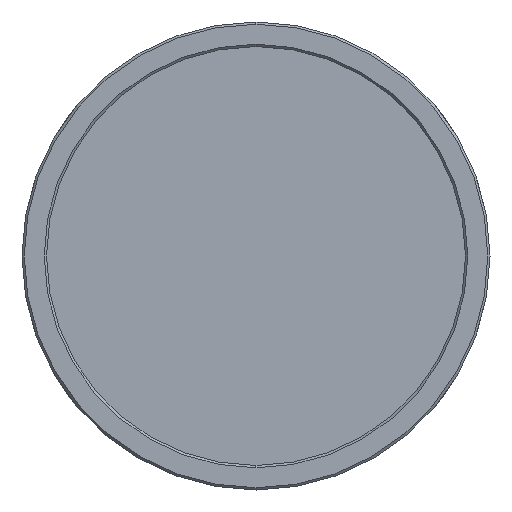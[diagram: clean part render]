
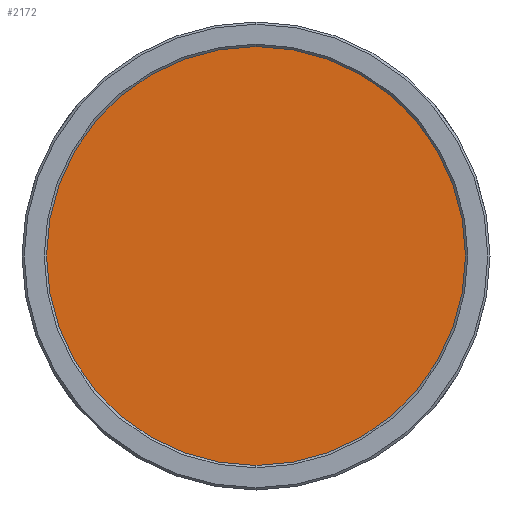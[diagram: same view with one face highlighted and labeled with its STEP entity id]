
A CAD part, left-side view. The second image highlights one B-rep face of the part: STEP entity #2172.
In plain terms, the highlighted planar face has unit normal (-1, 0, 0).
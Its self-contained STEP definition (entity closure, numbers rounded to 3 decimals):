
#39 = ORIENTED_EDGE ( 'NONE', *, *, #960, .F. ) ;
#82 = DIRECTION ( 'NONE',  ( 0., 0., 1. ) ) ;
#385 = CARTESIAN_POINT ( 'NONE',  ( 0.803, 0., 27.75 ) ) ;
#423 = CARTESIAN_POINT ( 'NONE',  ( 0.803, 0., -27.75 ) ) ;
#713 = CARTESIAN_POINT ( 'NONE',  ( 0.803, 0., 0. ) ) ;
#960 = EDGE_CURVE ( 'NONE', #3400, #1159, #2129, .T. ) ;
#1159 = VERTEX_POINT ( 'NONE', #423 ) ;
#1190 = CARTESIAN_POINT ( 'NONE',  ( 0.803, -28.083, 28.083 ) ) ;
#1545 = CARTESIAN_POINT ( 'NONE',  ( 0.803, 0., 0. ) ) ;
#2129 = CIRCLE ( 'NONE', #2266, 27.75 ) ;
#2172 = ADVANCED_FACE ( 'NONE', ( #3908 ), #4052, .F. ) ;
#2266 = AXIS2_PLACEMENT_3D ( 'NONE', #713, #3019, #82 ) ;
#2529 = DIRECTION ( 'NONE',  ( 0., 0., 1. ) ) ;
#2964 = CIRCLE ( 'NONE', #3981, 27.75 ) ;
#3019 = DIRECTION ( 'NONE',  ( 1., 0., 0. ) ) ;
#3154 = DIRECTION ( 'NONE',  ( 1., 0., 0. ) ) ;
#3400 = VERTEX_POINT ( 'NONE', #385 ) ;
#3437 = DIRECTION ( 'NONE',  ( 1., 0., 0. ) ) ;
#3589 = AXIS2_PLACEMENT_3D ( 'NONE', #1190, #3437, #4102 ) ;
#3727 = ORIENTED_EDGE ( 'NONE', *, *, #4197, .F. ) ;
#3908 = FACE_OUTER_BOUND ( 'NONE', #4243, .T. ) ;
#3981 = AXIS2_PLACEMENT_3D ( 'NONE', #1545, #3154, #2529 ) ;
#4052 = PLANE ( 'NONE',  #3589 ) ;
#4102 = DIRECTION ( 'NONE',  ( 0., 0., -1. ) ) ;
#4197 = EDGE_CURVE ( 'NONE', #1159, #3400, #2964, .T. ) ;
#4243 = EDGE_LOOP ( 'NONE', ( #39, #3727 ) ) ;
